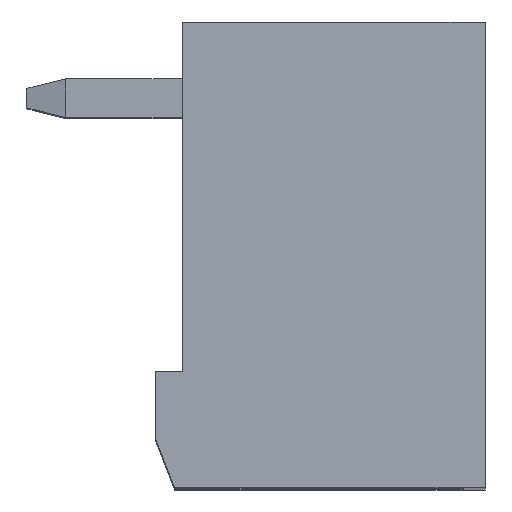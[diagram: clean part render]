
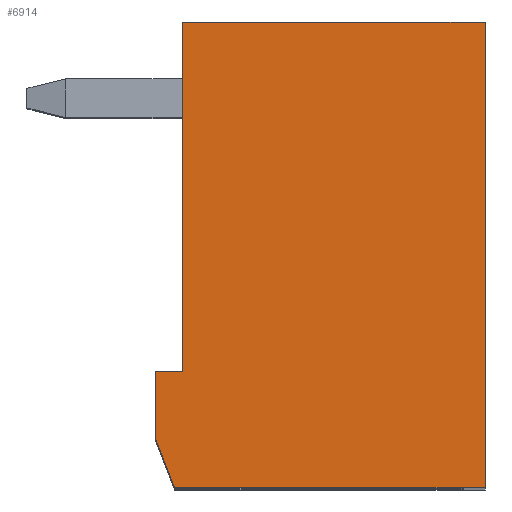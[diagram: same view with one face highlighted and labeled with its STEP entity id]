
A CAD part, top view. The second image highlights one B-rep face of the part: STEP entity #6914.
In plain terms, the highlighted planar face has unit normal (0, 0, 1).
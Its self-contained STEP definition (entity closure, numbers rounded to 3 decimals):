
#828=DIRECTION('',(-1.,0.,0.));
#829=VECTOR('',#828,8.);
#830=CARTESIAN_POINT('',(3.9,0.,25.1));
#831=LINE('',#830,#829);
#832=DIRECTION('',(-0.359,0.933,0.));
#833=VECTOR('',#832,1.393);
#834=CARTESIAN_POINT('',(-4.1,0.,25.1));
#835=LINE('',#834,#833);
#836=DIRECTION('',(0.,1.,0.));
#837=VECTOR('',#836,1.7);
#838=CARTESIAN_POINT('',(-4.6,1.3,25.1));
#839=LINE('',#838,#837);
#840=DIRECTION('',(1.,0.,0.));
#841=VECTOR('',#840,0.7);
#842=CARTESIAN_POINT('',(-4.6,3.,25.1));
#843=LINE('',#842,#841);
#844=DIRECTION('',(0.,1.,0.));
#845=VECTOR('',#844,9.);
#846=CARTESIAN_POINT('',(-3.9,3.,25.1));
#847=LINE('',#846,#845);
#848=DIRECTION('',(1.,0.,0.));
#849=VECTOR('',#848,7.8);
#850=CARTESIAN_POINT('',(-3.9,12.,25.1));
#851=LINE('',#850,#849);
#852=DIRECTION('',(0.,-1.,0.));
#853=VECTOR('',#852,12.);
#854=CARTESIAN_POINT('',(3.9,12.,25.1));
#855=LINE('',#854,#853);
#5674=CARTESIAN_POINT('',(3.9,0.,25.1));
#5675=CARTESIAN_POINT('',(-4.1,0.,25.1));
#5676=VERTEX_POINT('',#5674);
#5677=VERTEX_POINT('',#5675);
#5678=CARTESIAN_POINT('',(-4.6,1.3,25.1));
#5679=VERTEX_POINT('',#5678);
#5680=CARTESIAN_POINT('',(-4.6,3.,25.1));
#5681=VERTEX_POINT('',#5680);
#5682=CARTESIAN_POINT('',(-3.9,3.,25.1));
#5683=VERTEX_POINT('',#5682);
#5684=CARTESIAN_POINT('',(-3.9,12.,25.1));
#5685=VERTEX_POINT('',#5684);
#5686=CARTESIAN_POINT('',(3.9,12.,25.1));
#5687=VERTEX_POINT('',#5686);
#6900=CARTESIAN_POINT('',(0.,0.,25.1));
#6901=DIRECTION('',(0.,0.,-1.));
#6902=DIRECTION('',(0.,-1.,0.));
#6903=AXIS2_PLACEMENT_3D('',#6900,#6901,#6902);
#6904=PLANE('',#6903);
#6905=ORIENTED_EDGE('',*,*,#5791,.T.);
#6906=ORIENTED_EDGE('',*,*,#5984,.T.);
#6907=ORIENTED_EDGE('',*,*,#6141,.T.);
#6908=ORIENTED_EDGE('',*,*,#6181,.T.);
#6909=ORIENTED_EDGE('',*,*,#6204,.T.);
#6910=ORIENTED_EDGE('',*,*,#6564,.T.);
#6911=ORIENTED_EDGE('',*,*,#5711,.T.);
#6912=EDGE_LOOP('',(#6905,#6906,#6907,#6908,#6909,#6910,#6911));
#6913=FACE_OUTER_BOUND('',#6912,.F.);
#6914=ADVANCED_FACE('',(#6913),#6904,.F.);
#5711=EDGE_CURVE('',#5687,#5676,#855,.T.);
#5791=EDGE_CURVE('',#5676,#5677,#831,.T.);
#5984=EDGE_CURVE('',#5677,#5679,#835,.T.);
#6141=EDGE_CURVE('',#5679,#5681,#839,.T.);
#6181=EDGE_CURVE('',#5681,#5683,#843,.T.);
#6204=EDGE_CURVE('',#5683,#5685,#847,.T.);
#6564=EDGE_CURVE('',#5685,#5687,#851,.T.);
